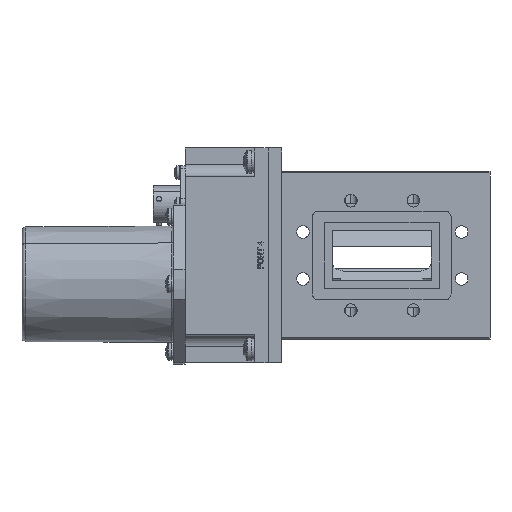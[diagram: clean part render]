
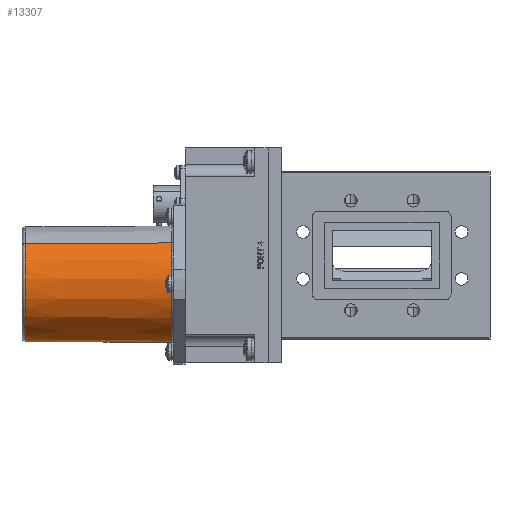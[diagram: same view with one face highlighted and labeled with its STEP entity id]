
A CAD part, left-side view. The second image highlights one B-rep face of the part: STEP entity #13307.
In plain terms, the highlighted conical face has half-angle 0.3 degrees and reference radius 23.749 mm.
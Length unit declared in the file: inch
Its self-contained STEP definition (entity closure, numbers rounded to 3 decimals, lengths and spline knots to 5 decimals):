
#506 = VERTEX_POINT ( 'NONE', #17686 ) ;
#642 = DIRECTION ( 'NONE',  ( 0., 1., 0. ) ) ;
#1897 = EDGE_CURVE ( 'NONE', #3083, #5077, #19231, .T. ) ;
#2299 = VECTOR ( 'NONE', #14233, 39.37008 ) ;
#2984 = CARTESIAN_POINT ( 'NONE',  ( -0.46, 4.879, -0.46 ) ) ;
#3083 = VERTEX_POINT ( 'NONE', #18705 ) ;
#3120 = CARTESIAN_POINT ( 'NONE',  ( -1.1117, 7.42931, 0.1917 ) ) ;
#3827 = ORIENTED_EDGE ( 'NONE', *, *, #1897, .T. ) ;
#4331 = LINE ( 'NONE', #6790, #2299 ) ;
#5077 = VERTEX_POINT ( 'NONE', #8592 ) ;
#6282 = EDGE_LOOP ( 'NONE', ( #12350, #13841, #16989, #3827 ) ) ;
#6673 = LINE ( 'NONE', #7051, #15757 ) ;
#6790 = CARTESIAN_POINT ( 'NONE',  ( -1.12114, 4.879, 0.20114 ) ) ;
#7051 = CARTESIAN_POINT ( 'NONE',  ( 0.20114, 4.879, -1.12114 ) ) ;
#8592 = CARTESIAN_POINT ( 'NONE',  ( -1.12037, 5.0889, 0.20037 ) ) ;
#9205 = DIRECTION ( 'NONE',  ( 0., -1., 0. ) ) ;
#9400 = AXIS2_PLACEMENT_3D ( 'NONE', #24164, #9205, #16339 ) ;
#9840 = DIRECTION ( 'NONE',  ( 0.707, 0., -0.707 ) ) ;
#11781 = EDGE_CURVE ( 'NONE', #23300, #5077, #4331, .T. ) ;
#12350 = ORIENTED_EDGE ( 'NONE', *, *, #11781, .F. ) ;
#12367 = DIRECTION ( 'NONE',  ( 0.707, 0., -0.707 ) ) ;
#12508 = DIRECTION ( 'NONE',  ( 0.004, -1., -0.004 ) ) ;
#13180 = CIRCLE ( 'NONE', #9400, 0.92165 ) ;
#13307 = ADVANCED_FACE ( 'NONE', ( #13610 ), #22451, .T. ) ;
#13609 = CARTESIAN_POINT ( 'NONE',  ( -0.46, 5.0889, -0.46 ) ) ;
#13610 = FACE_OUTER_BOUND ( 'NONE', #6282, .T. ) ;
#13841 = ORIENTED_EDGE ( 'NONE', *, *, #18670, .T. ) ;
#14233 = DIRECTION ( 'NONE',  ( -0.004, -1., 0.004 ) ) ;
#15757 = VECTOR ( 'NONE', #12508, 39.37008 ) ;
#16339 = DIRECTION ( 'NONE',  ( 0.707, 0., -0.707 ) ) ;
#16989 = ORIENTED_EDGE ( 'NONE', *, *, #20613, .T. ) ;
#17167 = AXIS2_PLACEMENT_3D ( 'NONE', #2984, #23669, #12367 ) ;
#17686 = CARTESIAN_POINT ( 'NONE',  ( 0.1917, 7.42931, -1.1117 ) ) ;
#18670 = EDGE_CURVE ( 'NONE', #23300, #506, #13180, .T. ) ;
#18705 = CARTESIAN_POINT ( 'NONE',  ( 0.20037, 5.0889, -1.12037 ) ) ;
#19231 = CIRCLE ( 'NONE', #20241, 0.9339 ) ;
#20241 = AXIS2_PLACEMENT_3D ( 'NONE', #13609, #642, #9840 ) ;
#20613 = EDGE_CURVE ( 'NONE', #506, #3083, #6673, .T. ) ;
#22451 = CONICAL_SURFACE ( 'NONE', #17167, 0.935, 0.005 ) ;
#23300 = VERTEX_POINT ( 'NONE', #3120 ) ;
#23669 = DIRECTION ( 'NONE',  ( 0., -1., 0. ) ) ;
#24164 = CARTESIAN_POINT ( 'NONE',  ( -0.46, 7.42931, -0.46 ) ) ;
